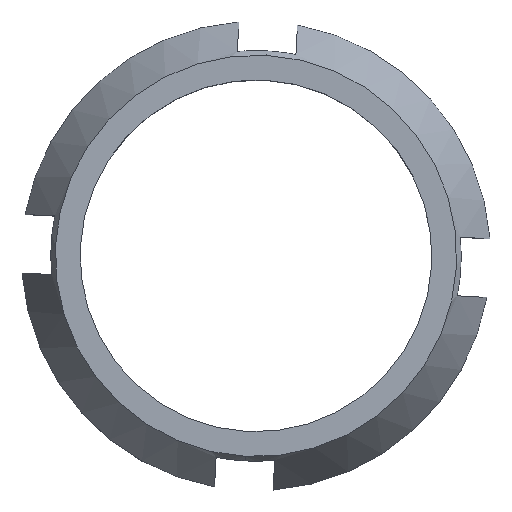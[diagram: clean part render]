
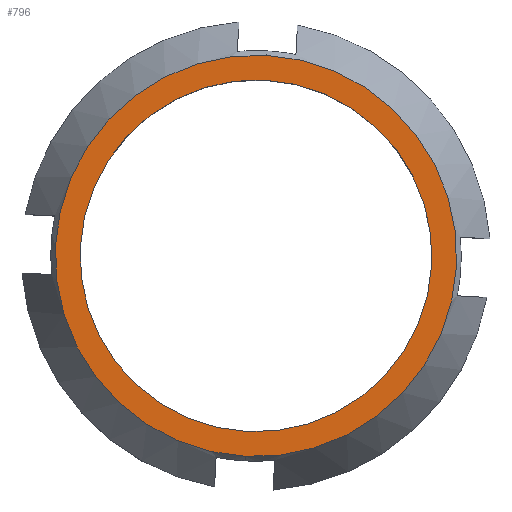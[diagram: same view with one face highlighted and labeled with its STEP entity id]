
A CAD part, top view. The second image highlights one B-rep face of the part: STEP entity #796.
In plain terms, the highlighted planar face has unit normal (0, 0, 1).
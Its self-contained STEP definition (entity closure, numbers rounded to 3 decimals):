
#72=CARTESIAN_POINT('',(0.358,6.836,21.2));
#73=VERTEX_POINT('',#72);
#185=CARTESIAN_POINT('',(-0.358,-6.836,21.2));
#186=VERTEX_POINT('',#185);
#193=CARTESIAN_POINT('',(0.,0.,21.2));
#194=DIRECTION('',(0.,0.,1.0));
#195=DIRECTION('',(0.052,0.999,0.));
#196=AXIS2_PLACEMENT_3D('',#193,#194,#195);
#197=CIRCLE('',#196,6.845);
#198=EDGE_CURVE('',#73,#186,#197,.T.);
#210=CARTESIAN_POINT('',(-5.992,0.314,21.2));
#211=VERTEX_POINT('',#210);
#227=CARTESIAN_POINT('',(5.992,-0.314,21.2));
#228=VERTEX_POINT('',#227);
#235=CARTESIAN_POINT('',(0.,0.,21.2));
#236=DIRECTION('',(0.,0.,-1.0));
#237=DIRECTION('',(-0.999,0.052,0.));
#238=AXIS2_PLACEMENT_3D('',#235,#236,#237);
#239=CIRCLE('',#238,6.0);
#240=EDGE_CURVE('',#211,#228,#239,.T.);
#251=CARTESIAN_POINT('',(0.,0.,21.2));
#252=DIRECTION('',(0.,0.,-1.0));
#253=DIRECTION('',(-0.999,0.052,0.));
#254=AXIS2_PLACEMENT_3D('',#251,#252,#253);
#255=CIRCLE('',#254,6.0);
#256=EDGE_CURVE('',#228,#211,#255,.T.);
#275=CARTESIAN_POINT('',(0.,0.,21.2));
#276=DIRECTION('',(0.,0.,1.0));
#277=DIRECTION('',(0.052,0.999,0.));
#278=AXIS2_PLACEMENT_3D('',#275,#276,#277);
#279=CIRCLE('',#278,6.845);
#280=EDGE_CURVE('',#186,#73,#279,.T.);
#783=CARTESIAN_POINT('',(7.913,7.126,21.2));
#784=DIRECTION('',(0.0,0.0,-1.0));
#785=DIRECTION('',(1.0,0.0,0.0));
#786=AXIS2_PLACEMENT_3D('',#783,#784,#785);
#787=PLANE('',#786);
#788=ORIENTED_EDGE('',*,*,#280,.T.);
#789=ORIENTED_EDGE('',*,*,#198,.T.);
#790=EDGE_LOOP('',(#788,#789));
#791=FACE_OUTER_BOUND('',#790,.T.);
#792=ORIENTED_EDGE('',*,*,#256,.T.);
#793=ORIENTED_EDGE('',*,*,#240,.T.);
#794=EDGE_LOOP('',(#792,#793));
#795=FACE_BOUND('',#794,.T.);
#796=ADVANCED_FACE('',(#791,#795),#787,.F.);
